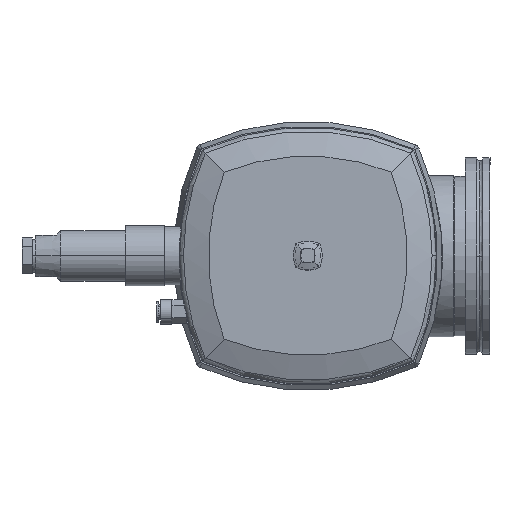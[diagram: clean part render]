
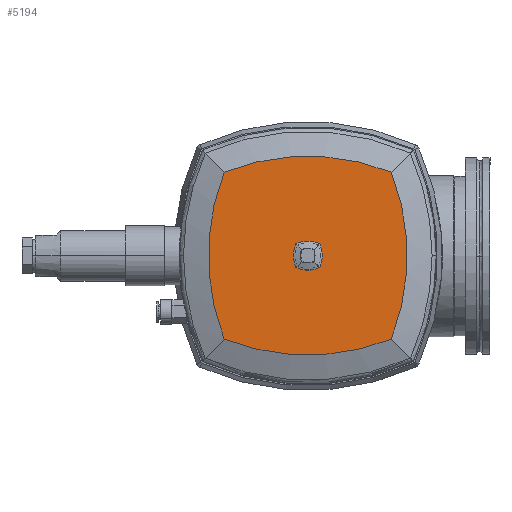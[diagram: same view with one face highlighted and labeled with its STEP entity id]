
A CAD part, top view. The second image highlights one B-rep face of the part: STEP entity #5194.
In plain terms, the highlighted planar face has unit normal (0, 0, 1).
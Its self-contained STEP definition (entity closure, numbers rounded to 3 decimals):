
#4442=CARTESIAN_POINT('',(-5.76,-5.76,250.));
#4443=VERTEX_POINT('',#4442);
#4444=CARTESIAN_POINT('',(-5.76,5.76,250.));
#4445=VERTEX_POINT('',#4444);
#4446=CARTESIAN_POINT('',(7.,0.,250.));
#4447=DIRECTION('',(0.,0.,-1.0));
#4448=DIRECTION('',(-0.911,0.411,0.));
#4449=AXIS2_PLACEMENT_3D('',#4446,#4447,#4448);
#4450=CIRCLE('',#4449,14.);
#4451=EDGE_CURVE('',#4443,#4445,#4450,.T.);
#4484=CARTESIAN_POINT('',(5.76,-5.76,250.));
#4485=VERTEX_POINT('',#4484);
#4486=CARTESIAN_POINT('',(0.,7.,250.));
#4487=DIRECTION('',(0.,0.,-1.));
#4488=DIRECTION('',(-0.411,-0.911,0.));
#4489=AXIS2_PLACEMENT_3D('',#4486,#4487,#4488);
#4490=CIRCLE('',#4489,14.);
#4491=EDGE_CURVE('',#4485,#4443,#4490,.T.);
#4635=CARTESIAN_POINT('',(5.76,5.76,250.));
#4636=VERTEX_POINT('',#4635);
#4637=CARTESIAN_POINT('',(0.,-7.,250.));
#4638=DIRECTION('',(0.,0.,-1.));
#4639=DIRECTION('',(0.411,0.911,0.));
#4640=AXIS2_PLACEMENT_3D('',#4637,#4638,#4639);
#4641=CIRCLE('',#4640,14.0);
#4642=EDGE_CURVE('',#4445,#4636,#4641,.T.);
#4672=CARTESIAN_POINT('',(-7.,0.,250.));
#4673=DIRECTION('',(0.,0.,-1.0));
#4674=DIRECTION('',(0.911,-0.411,0.));
#4675=AXIS2_PLACEMENT_3D('',#4672,#4673,#4674);
#4676=CIRCLE('',#4675,14.);
#4677=EDGE_CURVE('',#4636,#4485,#4676,.T.);
#5077=CARTESIAN_POINT('',(40.337,-40.337,250.));
#5078=VERTEX_POINT('',#5077);
#5086=CARTESIAN_POINT('',(-40.337,-40.337,250.));
#5087=VERTEX_POINT('',#5086);
#5088=CARTESIAN_POINT('',(0.,62.,250.));
#5089=DIRECTION('',(0.,0.,-1.0));
#5090=DIRECTION('',(-0.411,-0.911,0.));
#5091=AXIS2_PLACEMENT_3D('',#5088,#5089,#5090);
#5092=CIRCLE('',#5091,110.);
#5093=EDGE_CURVE('',#5078,#5087,#5092,.T.);
#5111=CARTESIAN_POINT('',(40.337,40.337,250.));
#5112=VERTEX_POINT('',#5111);
#5120=CARTESIAN_POINT('',(-62.,0.,250.));
#5121=DIRECTION('',(0.,0.,-1.0));
#5122=DIRECTION('',(0.911,-0.411,0.));
#5123=AXIS2_PLACEMENT_3D('',#5120,#5121,#5122);
#5124=CIRCLE('',#5123,110.);
#5125=EDGE_CURVE('',#5112,#5078,#5124,.T.);
#5139=CARTESIAN_POINT('',(-40.337,40.337,250.));
#5140=VERTEX_POINT('',#5139);
#5141=CARTESIAN_POINT('',(62.,0.,250.));
#5142=DIRECTION('',(0.,0.,-1.0));
#5143=DIRECTION('',(-0.911,0.411,0.));
#5144=AXIS2_PLACEMENT_3D('',#5141,#5142,#5143);
#5145=CIRCLE('',#5144,110.);
#5146=EDGE_CURVE('',#5087,#5140,#5145,.T.);
#5166=CARTESIAN_POINT('',(0.,-62.,250.));
#5167=DIRECTION('',(0.,0.,-1.0));
#5168=DIRECTION('',(0.411,0.911,0.));
#5169=AXIS2_PLACEMENT_3D('',#5166,#5167,#5168);
#5170=CIRCLE('',#5169,110.);
#5171=EDGE_CURVE('',#5140,#5112,#5170,.T.);
#5177=CARTESIAN_POINT('',(0.,0.,250.));
#5178=DIRECTION('',(0.0,0.0,1.0));
#5179=DIRECTION('',(1.0,0.0,0.0));
#5180=AXIS2_PLACEMENT_3D('',#5177,#5178,#5179);
#5181=PLANE('',#5180);
#5182=ORIENTED_EDGE('',*,*,#5125,.F.);
#5183=ORIENTED_EDGE('',*,*,#5171,.F.);
#5184=ORIENTED_EDGE('',*,*,#5146,.F.);
#5185=ORIENTED_EDGE('',*,*,#5093,.F.);
#5186=EDGE_LOOP('',(#5182,#5183,#5184,#5185));
#5187=FACE_OUTER_BOUND('',#5186,.T.);
#5188=ORIENTED_EDGE('',*,*,#4451,.T.);
#5189=ORIENTED_EDGE('',*,*,#4642,.T.);
#5190=ORIENTED_EDGE('',*,*,#4677,.T.);
#5191=ORIENTED_EDGE('',*,*,#4491,.T.);
#5192=EDGE_LOOP('',(#5188,#5189,#5190,#5191));
#5193=FACE_BOUND('',#5192,.T.);
#5194=ADVANCED_FACE('',(#5187,#5193),#5181,.T.);
